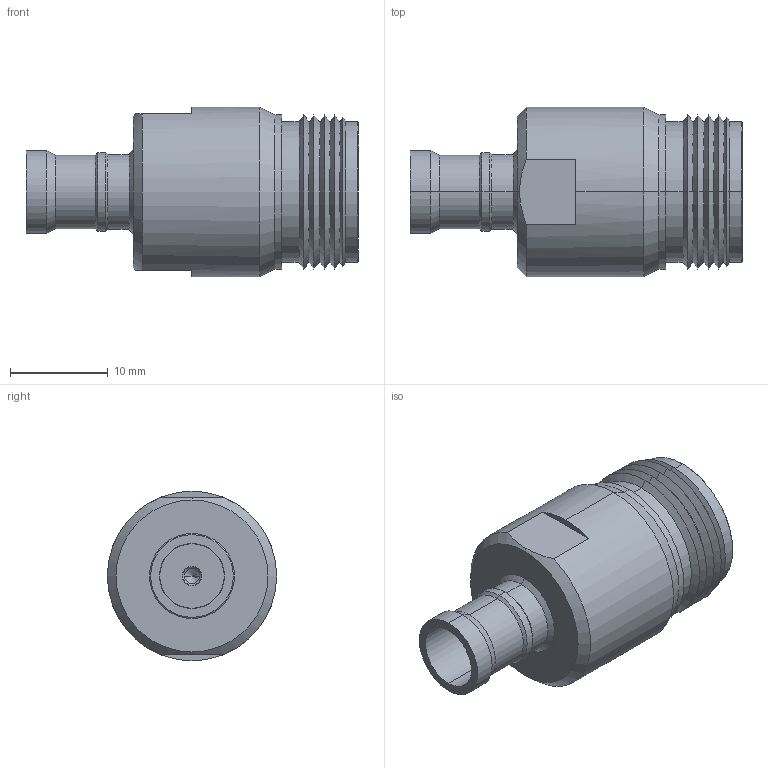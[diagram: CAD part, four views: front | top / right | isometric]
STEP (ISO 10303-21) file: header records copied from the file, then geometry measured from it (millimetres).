
FILE_DESCRIPTION (( 'STEP AP214' ), '1' );
FILE_NAME ('TC-250-NF-LP-LC_3D.step', '2024-01-12T23:19:23', ( '' ), ( '' ), 'SwSTEP 2.0', 'SolidWorks 2022', '' );
FILE_SCHEMA (( 'AUTOMOTIVE_DESIGN' ));
Length unit declared in the file: inch
Products named in the file (4): TC-250-NF-LP; TC-250-NF-LP-MA1; TC-250-NF-LP-MA2; TC-250-NF-LP-LC_3D
Assembly tree (3 placements, depth 2):
  TC-250-NF-LP-LC_3D
    TC-250-NF-LP
    TC-250-NF-LP-MA2
    TC-250-NF-LP-MA1
Bounding box: 34 x 17.33 x 17.33 mm (x, y, z)
Volume: 4399.6 mm3; surface area: 2987.7 mm2
Topology: 3 solids, 3 shells, 128 faces, 282 edges, 164 vertices
Faces by surface type: cone 56, cylinder 40, plane 32
Entity records: 3804 total; most frequent: CARTESIAN_POINT 796, DIRECTION 646, ORIENTED_EDGE 556, EDGE_CURVE 278, AXIS2_PLACEMENT_3D 270, VERTEX_POINT 164, EDGE_LOOP 144, CIRCLE 136
